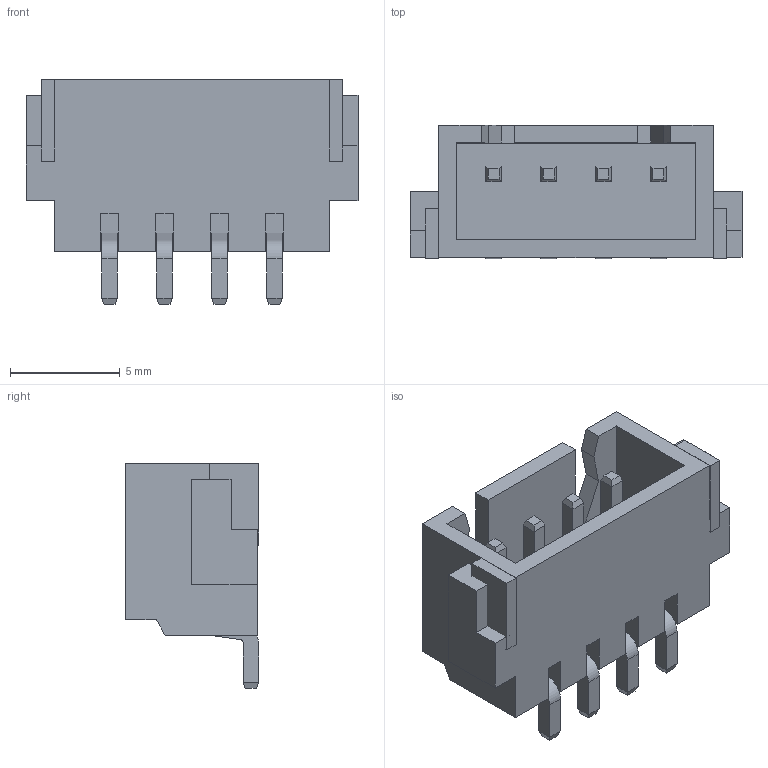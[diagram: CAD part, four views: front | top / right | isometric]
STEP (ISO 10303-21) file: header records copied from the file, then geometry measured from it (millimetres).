
FILE_DESCRIPTION (( 'STEP AP214' ), '1' );
FILE_NAME ('User Library-XH2.5_4_SMT.STEP', '2021-04-08T19:47:18', ( '' ), ( '' ), 'SwSTEP 2.0', 'SolidWorks 2020', '' );
FILE_SCHEMA (( 'AUTOMOTIVE_DESIGN' ));
Length unit declared in the file: millimetre
Products named in the file (3): User Library-XH2.5_4_SMT; XH2.5_4; XH2.5_Pin
Assembly tree (5 placements, depth 2):
  User Library-XH2.5_4_SMT
    XH2.5_4
    XH2.5_Pin  x4
Bounding box: 15.1 x 6.05 x 10.21 mm (x, y, z)
Volume: 314 mm3; surface area: 850.7 mm2
Topology: 7 solids, 7 shells, 164 faces, 412 edges, 262 vertices
Faces by surface type: plane 148, cylinder 16
Entity records: 4166 total; most frequent: CARTESIAN_POINT 528, ORIENTED_EDGE 512, DIRECTION 476, EDGE_CURVE 256, VECTOR 248, LINE 248, VERTEX_POINT 166, AXIS2_PLACEMENT_3D 114
